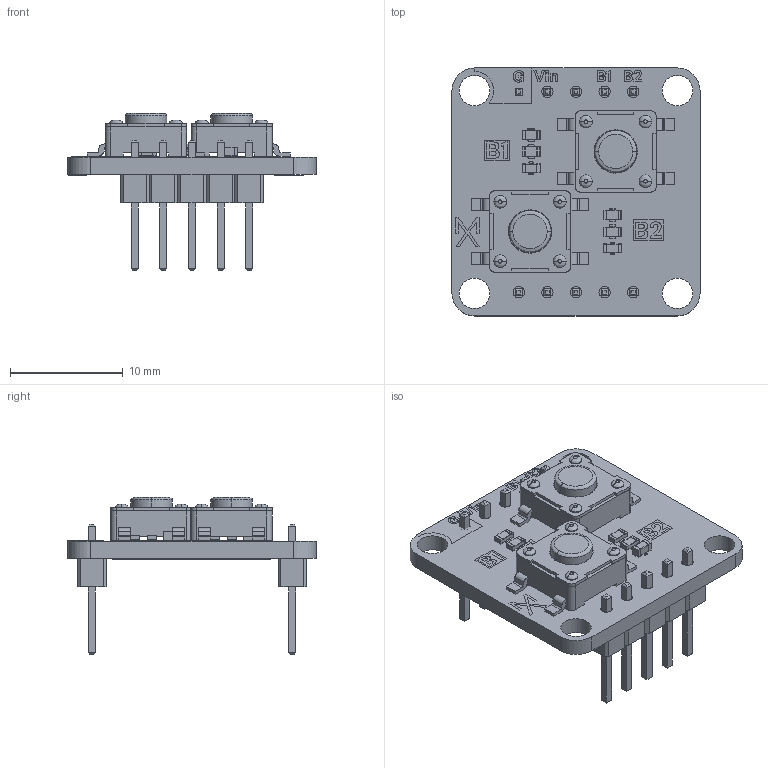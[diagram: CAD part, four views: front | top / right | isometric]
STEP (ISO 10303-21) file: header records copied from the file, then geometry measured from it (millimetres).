
FILE_DESCRIPTION(('KiCad electronic assembly'),'2;1');
FILE_NAME('AX22-0017.step','2025-12-08T14:34:12',('Pcbnew'),('Kicad'), 'Open CASCADE STEP processor 7.8','KiCad to STEP converter','Unknown' );
FILE_SCHEMA(('AUTOMOTIVE_DESIGN { 1 0 10303 214 1 1 1 1 }'));
Length unit declared in the file: millimetre
Products named in the file (7): AX22-0017 1; R_0603_1608Metric; PTS647SK38SMTR2LFS; C_0603_1608Metric; PinHeader_1x05_P2.54mm_Vertical; AX22_Two-Pad_silkscreen; AX22_Two-Pad_PCB
Assembly tree (12 placements, depth 2):
  AX22-0017 1
    R_0603_1608Metric  x4
    PTS647SK38SMTR2LFS  x2
    C_0603_1608Metric  x2
    PinHeader_1x05_P2.54mm_Vertical  x2
    AX22_Two-Pad_silkscreen
    AX22_Two-Pad_PCB
Bounding box: 22 x 22 x 13.94 mm (x, y, z)
Volume: 1179.1 mm3; surface area: 2208 mm2
Topology: 11 solids, 61 shells, 730 faces, 2772 edges, 2162 vertices
Faces by surface type: plane 408, bspline 248, cylinder 74
Full cylindrical faces by diameter (mm): 1 x10, 2.7 x4
Entity records: 20571 total; most frequent: CARTESIAN_POINT 5041, ORIENTED_EDGE 2702, DIRECTION 2307, EDGE_CURVE 1876, VERTEX_POINT 1584, LINE 1327, VECTOR 1327, AXIS2_PLACEMENT_3D 490
